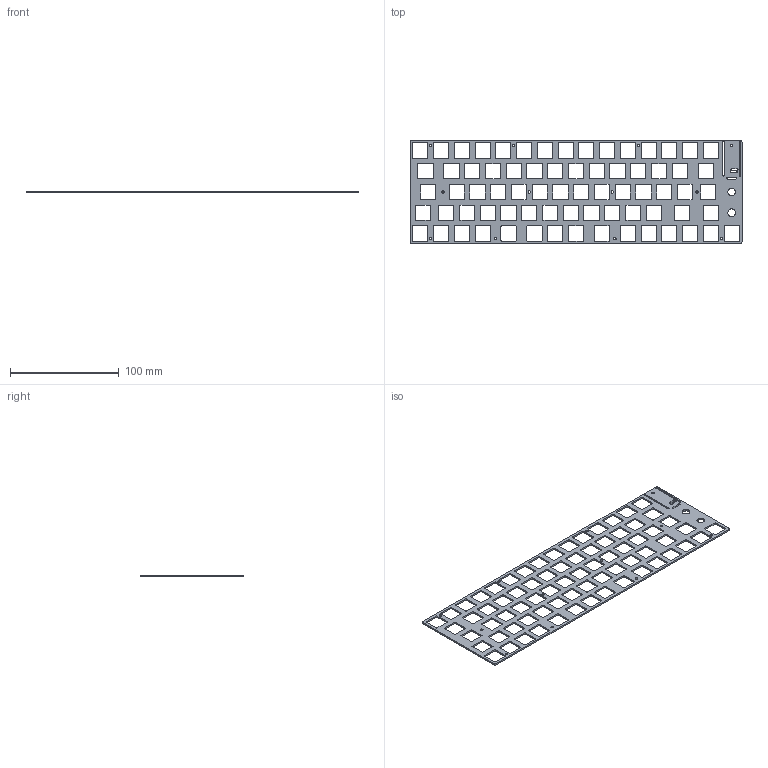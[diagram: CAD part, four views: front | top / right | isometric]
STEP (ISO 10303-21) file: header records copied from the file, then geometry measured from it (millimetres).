
FILE_DESCRIPTION(('FreeCAD Model'),'2;1');
FILE_NAME('Open CASCADE Shape Model','2025-11-05T12:01:41',(''),(''), 'Open CASCADE STEP processor 7.8','FreeCAD','Unknown');
FILE_SCHEMA(('AUTOMOTIVE_DESIGN { 1 0 10303 214 1 1 1 1 }'));
Length unit declared in the file: millimetre
Products named in the file (1): Body
Bounding box: 304.8 x 95.25 x 1.5 mm (x, y, z)
Volume: 22010.5 mm3; surface area: 36961.8 mm2
Topology: 1 solids, 1 shells, 620 faces, 1854 edges, 1236 vertices
Faces by surface type: cylinder 316, plane 304
Full cylindrical faces by diameter (mm): 2.2 x12, 7 x2
Entity records: 21436 total; most frequent: DIRECTION 3728, CARTESIAN_POINT 3711, ORIENTED_EDGE 3708, EDGE_CURVE 1854, AXIS2_PLACEMENT_3D 1253, VERTEX_POINT 1236, LINE 1222, VECTOR 1222
